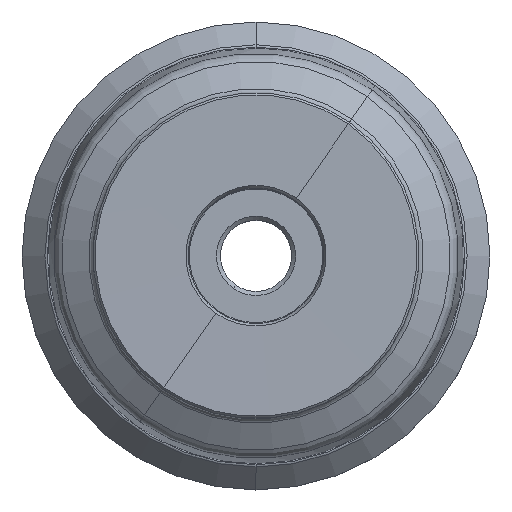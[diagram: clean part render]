
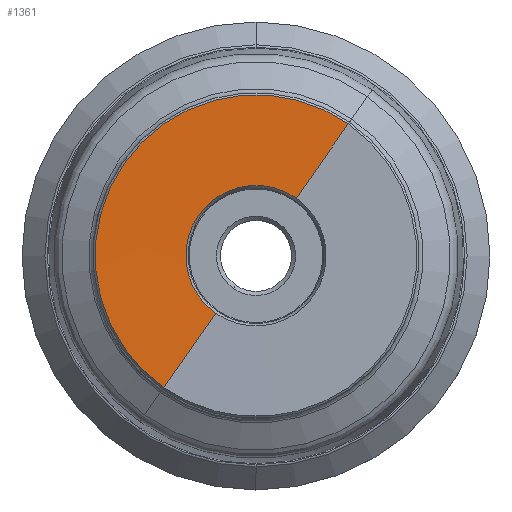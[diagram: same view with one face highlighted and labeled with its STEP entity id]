
A CAD part, top view. The second image highlights one B-rep face of the part: STEP entity #1361.
In plain terms, the highlighted conical face has half-angle 89.9 degrees and reference radius 27.653 mm.
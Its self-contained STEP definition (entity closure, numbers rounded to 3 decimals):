
#50=DIRECTION('',(-0.574,-0.819,-0.002));
#51=VECTOR('',#50,21.695);
#52=CARTESIAN_POINT('',(22.083,31.537,0.));
#53=LINE('',#52,#51);
#57=DIRECTION('',(0.574,0.819,-0.002));
#58=VECTOR('',#57,21.695);
#59=CARTESIAN_POINT('',(-22.083,-31.537,0.));
#60=LINE('',#59,#58);
#64=CARTESIAN_POINT('',(0.,0.,0.));
#65=DIRECTION('',(0.,0.,1.));
#66=DIRECTION('',(0.574,0.819,0.));
#67=AXIS2_PLACEMENT_3D('',#64,#65,#66);
#86=CARTESIAN_POINT('',(0.,0.,-0.038));
#87=DIRECTION('',(0.,0.,1.));
#88=DIRECTION('',(0.574,0.819,0.));
#89=AXIS2_PLACEMENT_3D('',#86,#87,#88);
#1176=CARTESIAN_POINT('',(22.083,31.537,0.));
#1177=CARTESIAN_POINT('',(9.639,13.766,
-0.038));
#1178=VERTEX_POINT('',#1176);
#1179=VERTEX_POINT('',#1177);
#1234=CARTESIAN_POINT('',(-22.083,-31.537,0.));
#1235=CARTESIAN_POINT('',(-9.639,-13.766,
-0.038));
#1236=VERTEX_POINT('',#1234);
#1237=VERTEX_POINT('',#1235);
#1348=CARTESIAN_POINT('',(0.,0.,-0.019));
#1349=DIRECTION('',(0.,0.,1.));
#1350=DIRECTION('',(0.574,0.819,0.));
#1351=AXIS2_PLACEMENT_3D('',#1348,#1349,#1350);
#1352=CONICAL_SURFACE('',#1351,27.653,89.9);
#1353=ORIENTED_EDGE('',*,*,#1337,.T.);
#1355=ORIENTED_EDGE('',*,*,#1354,.T.);
#1356=ORIENTED_EDGE('',*,*,#1341,.F.);
#1358=ORIENTED_EDGE('',*,*,#1357,.F.);
#1359=EDGE_LOOP('',(#1353,#1355,#1356,#1358));
#1360=FACE_OUTER_BOUND('',#1359,.F.);
#68=CIRCLE('',#67,38.5);
#90=CIRCLE('',#89,16.805);
#1337=EDGE_CURVE('',#1178,#1179,#53,.T.);
#1341=EDGE_CURVE('',#1236,#1237,#60,.T.);
#1354=EDGE_CURVE('',#1179,#1237,#90,.T.);
#1357=EDGE_CURVE('',#1178,#1236,#68,.T.);
#1361=ADVANCED_FACE('',(#1360),#1352,.F.);
